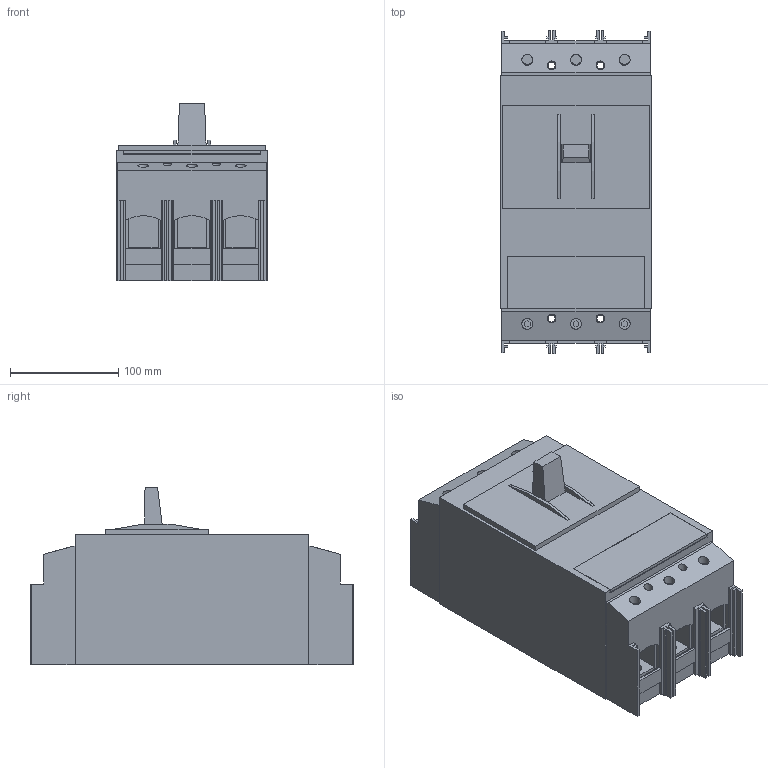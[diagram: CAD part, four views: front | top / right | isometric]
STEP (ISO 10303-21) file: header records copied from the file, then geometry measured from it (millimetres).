
FILE_DESCRIPTION(/* description */ ('STEP AP214'),/* implementation_level */ '2;1');
FILE_NAME(/* name */ 'eaton-molded-case-switches-mcad-3d-models-nzm3-3p-kcu-na',/* time_stamp */ '2025-08-19T12:56:03+02:00',/* author */ ('License CC BY-ND 4.0'),/* organization */ ('CADENAS'),/* preprocessor_version */ 'ST-DEVELOPER v19.3',/* originating_system */ 'PARTsolutions',/* authorisation */ ' ');
FILE_SCHEMA (('AUTOMOTIVE_DESIGN {1 0 10303 214 3 1 1}'));
Length unit declared in the file: millimetre
Products named in the file (5): 113030_(index); nzm3_3p_p1; nzm3_3p_na_p2; nzm3_3p_bt_p2; nzm3_3p_p3
Assembly tree (4 placements, depth 2):
  113030_(index)
    nzm3_3p_p1
    nzm3_3p_na_p2
    nzm3_3p_bt_p2
    nzm3_3p_p3
Bounding box: 140 x 299 x 164.24 mm (x, y, z)
Volume: 4389762.8 mm3; surface area: 333289.5 mm2
Topology: 4 solids, 4 shells, 410 faces, 1124 edges, 750 vertices
Faces by surface type: plane 367, cylinder 40, cone 3
Full cylindrical faces by diameter (mm): 4.8 x3, 6.5 x4, 8 x4, 9.7 x3, 10 x12, 11 x6
Entity records: 12730 total; most frequent: CARTESIAN_POINT 2255, ORIENTED_EDGE 2146, DIRECTION 1983, EDGE_CURVE 1073, LINE 987, VECTOR 987, VERTEX_POINT 734, EDGE_LOOP 517
